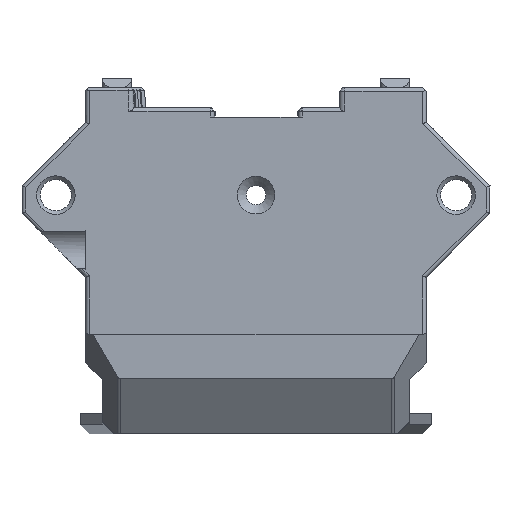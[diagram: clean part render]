
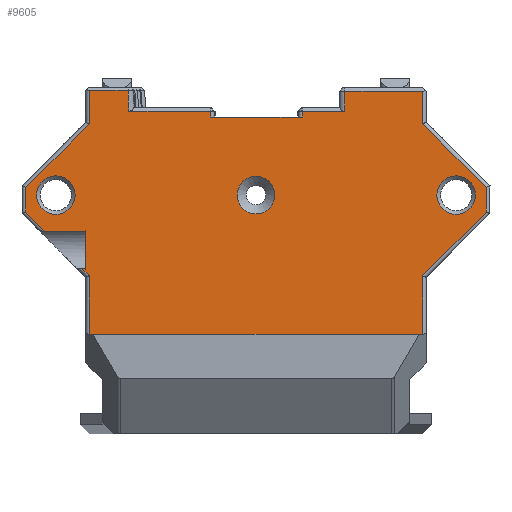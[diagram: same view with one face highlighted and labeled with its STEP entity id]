
A CAD part, front view. The second image highlights one B-rep face of the part: STEP entity #9605.
In plain terms, the highlighted planar face has unit normal (0, -1, 0).
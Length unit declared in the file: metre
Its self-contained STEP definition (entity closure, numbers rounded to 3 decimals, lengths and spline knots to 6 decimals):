
#349=LINE('',#13366,#1218);
#354=LINE('',#13383,#1223);
#506=LINE('',#13882,#1375);
#507=LINE('',#13886,#1376);
#508=LINE('',#13888,#1377);
#510=LINE('',#13893,#1379);
#531=LINE('',#14113,#1400);
#532=LINE('',#14115,#1401);
#533=LINE('',#14120,#1402);
#534=LINE('',#14129,#1403);
#536=LINE('',#14137,#1405);
#729=LINE('',#15318,#1598);
#732=LINE('',#15326,#1601);
#733=LINE('',#15332,#1602);
#734=LINE('',#15336,#1603);
#739=LINE('',#15349,#1608);
#752=LINE('',#15382,#1621);
#841=LINE('',#16099,#1710);
#963=LINE('',#16683,#1832);
#965=LINE('',#16687,#1834);
#967=LINE('',#16692,#1836);
#968=LINE('',#16697,#1837);
#970=LINE('',#16700,#1839);
#1218=VECTOR('',#10661,1.);
#1223=VECTOR('',#10674,1.);
#1375=VECTOR('',#11044,1.);
#1376=VECTOR('',#11047,1.);
#1377=VECTOR('',#11050,1.);
#1379=VECTOR('',#11056,1.);
#1400=VECTOR('',#11105,1.);
#1401=VECTOR('',#11108,1.);
#1402=VECTOR('',#11115,1.);
#1403=VECTOR('',#11132,1.);
#1405=VECTOR('',#11144,1.);
#1598=VECTOR('',#11773,1.);
#1601=VECTOR('',#11780,1.);
#1602=VECTOR('',#11787,1.);
#1603=VECTOR('',#11792,1.);
#1608=VECTOR('',#11809,1.);
#1621=VECTOR('',#11838,1.);
#1710=VECTOR('',#12151,1.);
#1832=VECTOR('',#12497,1.);
#1834=VECTOR('',#12501,1.);
#1836=VECTOR('',#12507,1.);
#1837=VECTOR('',#12512,1.);
#1839=VECTOR('',#12516,1.);
#2279=PLANE('',#10491);
#5206=ORIENTED_EDGE('',*,*,#6660,.T.);
#5207=ORIENTED_EDGE('',*,*,#5365,.F.);
#5208=ORIENTED_EDGE('',*,*,#5630,.F.);
#5209=ORIENTED_EDGE('',*,*,#5627,.F.);
#5210=ORIENTED_EDGE('',*,*,#5626,.F.);
#5211=ORIENTED_EDGE('',*,*,#5634,.F.);
#5212=ORIENTED_EDGE('',*,*,#5593,.T.);
#5213=ORIENTED_EDGE('',*,*,#5594,.T.);
#5214=ORIENTED_EDGE('',*,*,#5591,.T.);
#5215=ORIENTED_EDGE('',*,*,#5597,.F.);
#5216=ORIENTED_EDGE('',*,*,#5638,.F.);
#5217=ORIENTED_EDGE('',*,*,#5357,.F.);
#5218=ORIENTED_EDGE('',*,*,#6004,.F.);
#5219=ORIENTED_EDGE('',*,*,#5987,.F.);
#5220=ORIENTED_EDGE('',*,*,#5980,.F.);
#5221=ORIENTED_EDGE('',*,*,#5978,.F.);
#5222=ORIENTED_EDGE('',*,*,#5975,.F.);
#5223=ORIENTED_EDGE('',*,*,#5971,.F.);
#5224=ORIENTED_EDGE('',*,*,#6372,.F.);
#5225=ORIENTED_EDGE('',*,*,#6374,.F.);
#5226=ORIENTED_EDGE('',*,*,#6377,.F.);
#5227=ORIENTED_EDGE('',*,*,#6182,.F.);
#5228=ORIENTED_EDGE('',*,*,#6379,.F.);
#5229=ORIENTED_EDGE('',*,*,#6381,.F.);
#5230=ORIENTED_EDGE('',*,*,#6343,.F.);
#5231=ORIENTED_EDGE('',*,*,#6657,.F.);
#5232=ORIENTED_EDGE('',*,*,#6661,.F.);
#5357=EDGE_CURVE('',#6759,#6760,#349,.T.);
#5365=EDGE_CURVE('',#6766,#6767,#354,.T.);
#5591=EDGE_CURVE('',#6948,#6947,#506,.T.);
#5593=EDGE_CURVE('',#6945,#6949,#507,.T.);
#5594=EDGE_CURVE('',#6949,#6948,#508,.T.);
#5597=EDGE_CURVE('',#6950,#6947,#510,.T.);
#5626=EDGE_CURVE('',#6967,#6966,#531,.T.);
#5627=EDGE_CURVE('',#6966,#6968,#532,.T.);
#5630=EDGE_CURVE('',#6968,#6766,#533,.T.);
#5634=EDGE_CURVE('',#6945,#6967,#534,.T.);
#5638=EDGE_CURVE('',#6760,#6950,#536,.T.);
#5971=EDGE_CURVE('',#7184,#7185,#729,.T.);
#5975=EDGE_CURVE('',#7185,#7187,#732,.T.);
#5978=EDGE_CURVE('',#7187,#7188,#733,.T.);
#5980=EDGE_CURVE('',#7188,#7189,#734,.T.);
#5987=EDGE_CURVE('',#7189,#7192,#739,.T.);
#6004=EDGE_CURVE('',#7192,#6759,#752,.T.);
#6182=EDGE_CURVE('',#7315,#7316,#841,.T.);
#6343=EDGE_CURVE('',#6767,#7415,#7734,.T.);
#6372=EDGE_CURVE('',#7436,#7184,#963,.T.);
#6374=EDGE_CURVE('',#7437,#7436,#965,.T.);
#6377=EDGE_CURVE('',#7316,#7437,#967,.T.);
#6379=EDGE_CURVE('',#7439,#7315,#968,.T.);
#6381=EDGE_CURVE('',#7415,#7439,#970,.T.);
#6657=EDGE_CURVE('',#7570,#7570,#7796,.T.);
#6660=EDGE_CURVE('',#7573,#7573,#7799,.F.);
#6661=EDGE_CURVE('',#7574,#7574,#7800,.T.);
#6759=VERTEX_POINT('',#13367);
#6760=VERTEX_POINT('',#13368);
#6766=VERTEX_POINT('',#13382);
#6767=VERTEX_POINT('',#13384);
#6945=VERTEX_POINT('',#13873);
#6947=VERTEX_POINT('',#13881);
#6948=VERTEX_POINT('',#13883);
#6949=VERTEX_POINT('',#13885);
#6950=VERTEX_POINT('',#13892);
#6966=VERTEX_POINT('',#14110);
#6967=VERTEX_POINT('',#14112);
#6968=VERTEX_POINT('',#14116);
#7184=VERTEX_POINT('',#15319);
#7185=VERTEX_POINT('',#15320);
#7187=VERTEX_POINT('',#15327);
#7188=VERTEX_POINT('',#15331);
#7189=VERTEX_POINT('',#15335);
#7192=VERTEX_POINT('',#15350);
#7315=VERTEX_POINT('',#16098);
#7316=VERTEX_POINT('',#16100);
#7415=VERTEX_POINT('',#16600);
#7436=VERTEX_POINT('',#16682);
#7437=VERTEX_POINT('',#16686);
#7439=VERTEX_POINT('',#16695);
#7570=VERTEX_POINT('',#18269);
#7573=VERTEX_POINT('',#18277);
#7574=VERTEX_POINT('',#18279);
#7734=CIRCLE('',#10259,0.035938);
#7796=CIRCLE('',#10487,0.0021);
#7799=CIRCLE('',#10492,0.002045);
#7800=CIRCLE('',#10493,0.0021);
#8348=EDGE_LOOP('',(#5206));
#8349=EDGE_LOOP('',(#5207,#5208,#5209,#5210,#5211,#5212,#5213,#5214,#5215,
#5216,#5217,#5218,#5219,#5220,#5221,#5222,#5223,#5224,#5225,#5226,#5227,
#5228,#5229,#5230));
#8350=EDGE_LOOP('',(#5231));
#8351=EDGE_LOOP('',(#5232));
#8912=FACE_BOUND('',#8348,.T.);
#8913=FACE_BOUND('',#8349,.T.);
#8914=FACE_BOUND('',#8350,.T.);
#8915=FACE_BOUND('',#8351,.T.);
#9605=ADVANCED_FACE('',(#8912,#8913,#8914,#8915),#2279,.T.);
#10259=AXIS2_PLACEMENT_3D('',#16599,#12453,#12454);
#10487=AXIS2_PLACEMENT_3D('',#18268,#13097,#13098);
#10491=AXIS2_PLACEMENT_3D('',#18275,#13105,#13106);
#10492=AXIS2_PLACEMENT_3D('',#18276,#13107,#13108);
#10493=AXIS2_PLACEMENT_3D('',#18278,#13109,#13110);
#10661=DIRECTION('',(-1.,0.,0.));
#10674=DIRECTION('',(1.,0.,0.));
#11044=DIRECTION('',(-1.,0.,0.));
#11047=DIRECTION('',(1.,0.,0.));
#11050=DIRECTION('',(0.,0.,-1.));
#11056=DIRECTION('',(-0.707,0.,0.707));
#11105=DIRECTION('',(0.,0.,1.));
#11108=DIRECTION('',(0.707,0.,0.707));
#11115=DIRECTION('',(0.,0.,1.));
#11132=DIRECTION('',(-0.707,0.,0.707));
#11144=DIRECTION('',(0.,0.,1.));
#11773=DIRECTION('',(1.,0.,0.));
#11780=DIRECTION('',(0.,0.,-1.));
#11787=DIRECTION('',(0.707,0.,-0.707));
#11792=DIRECTION('',(0.,0.,-1.));
#11809=DIRECTION('',(-0.707,0.,-0.707));
#11838=DIRECTION('',(0.,0.,-1.));
#12151=DIRECTION('',(1.,0.,0.));
#12453=DIRECTION('',(0.,-1.,0.));
#12454=DIRECTION('',(1.,0.,0.));
#12497=DIRECTION('',(0.,0.,1.));
#12501=DIRECTION('',(1.,0.,0.));
#12507=DIRECTION('',(0.,0.,1.));
#12512=DIRECTION('',(0.,0.,-1.));
#12516=DIRECTION('',(1.,0.,0.));
#13097=DIRECTION('',(0.,-1.,0.));
#13098=DIRECTION('',(1.,0.,0.));
#13105=DIRECTION('',(0.,-1.,0.));
#13106=DIRECTION('',(-1.,0.,0.));
#13107=DIRECTION('',(0.,-1.,0.));
#13108=DIRECTION('',(0.,0.,-1.));
#13109=DIRECTION('',(0.,-1.,0.));
#13110=DIRECTION('',(1.,0.,0.));
#13366=CARTESIAN_POINT('',(-0.469984,0.064965,0.0108));
#13367=CARTESIAN_POINT('',(-0.451884,0.064965,0.0108));
#13368=CARTESIAN_POINT('',(-0.488084,0.064965,0.0108));
#13382=CARTESIAN_POINT('',(-0.488084,0.064965,0.0373));
#13383=CARTESIAN_POINT('',(-0.45794,0.064965,0.0373));
#13384=CARTESIAN_POINT('',(-0.483861,0.064965,0.0373));
#13873=CARTESIAN_POINT('',(-0.49292,0.064965,0.022004));
#13881=CARTESIAN_POINT('',(-0.488923,0.064965,0.018008));
#13882=CARTESIAN_POINT('',(-0.488484,0.064965,0.018008));
#13883=CARTESIAN_POINT('',(-0.488484,0.064965,0.018008));
#13885=CARTESIAN_POINT('',(-0.488484,0.064965,0.022004));
#13886=CARTESIAN_POINT('',(-0.488484,0.064965,0.022004));
#13888=CARTESIAN_POINT('',(-0.488484,0.064965,0.0032));
#13892=CARTESIAN_POINT('',(-0.488084,0.064965,0.017169));
#13893=CARTESIAN_POINT('',(-0.47796,0.064965,0.007045));
#14110=CARTESIAN_POINT('',(-0.495004,0.064965,0.026758));
#14112=CARTESIAN_POINT('',(-0.495004,0.064965,0.024089));
#14113=CARTESIAN_POINT('',(-0.495004,0.064965,0.020415));
#14115=CARTESIAN_POINT('',(-0.490822,0.064965,0.03094));
#14116=CARTESIAN_POINT('',(-0.488084,0.064965,0.033678));
#14120=CARTESIAN_POINT('',(-0.488084,0.064965,0.0032));
#14129=CARTESIAN_POINT('',(-0.47796,0.064965,0.007045));
#14137=CARTESIAN_POINT('',(-0.488084,0.064965,0.0032));
#15318=CARTESIAN_POINT('',(-0.45794,0.064965,0.0372));
#15319=CARTESIAN_POINT('',(-0.460335,0.064965,0.0372));
#15320=CARTESIAN_POINT('',(-0.451884,0.064965,0.0372));
#15326=CARTESIAN_POINT('',(-0.451884,0.064965,0.0027));
#15327=CARTESIAN_POINT('',(-0.451884,0.064965,0.033678));
#15331=CARTESIAN_POINT('',(-0.444964,0.064965,0.026758));
#15332=CARTESIAN_POINT('',(-0.442396,0.064965,0.02419));
#15335=CARTESIAN_POINT('',(-0.444964,0.064965,0.024089));
#15336=CARTESIAN_POINT('',(-0.444964,0.064965,0.020415));
#15349=CARTESIAN_POINT('',(-0.455257,0.064965,0.013795));
#15350=CARTESIAN_POINT('',(-0.451884,0.064965,0.017169));
#15382=CARTESIAN_POINT('',(-0.451884,0.064965,0.0027));
#16098=CARTESIAN_POINT('',(-0.474913,0.064965,0.0344));
#16099=CARTESIAN_POINT('',(-0.472906,0.064965,0.0344));
#16100=CARTESIAN_POINT('',(-0.464975,0.064965,0.0344));
#16599=CARTESIAN_POINT('',(-0.447926,0.064965,0.037165));
#16600=CARTESIAN_POINT('',(-0.4838,0.064965,0.03503));
#16682=CARTESIAN_POINT('',(-0.460335,0.064965,0.03503));
#16683=CARTESIAN_POINT('',(-0.460335,0.064965,0.019859));
#16686=CARTESIAN_POINT('',(-0.464975,0.064965,0.03503));
#16687=CARTESIAN_POINT('',(-0.463484,0.064965,0.03503));
#16692=CARTESIAN_POINT('',(-0.464975,0.064965,0.020415));
#16695=CARTESIAN_POINT('',(-0.474913,0.064965,0.03503));
#16697=CARTESIAN_POINT('',(-0.474913,0.064965,0.020415));
#16700=CARTESIAN_POINT('',(-0.463484,0.064965,0.03503));
#18268=CARTESIAN_POINT('',(-0.491734,0.064965,0.025923));
#18269=CARTESIAN_POINT('',(-0.489634,0.064965,0.025923));
#18275=CARTESIAN_POINT('',(-0.456484,0.064965,0.0032));
#18276=CARTESIAN_POINT('',(-0.469984,0.064965,0.025923));
#18277=CARTESIAN_POINT('',(-0.469984,0.064965,0.023878));
#18278=CARTESIAN_POINT('',(-0.448234,0.064965,0.025923));
#18279=CARTESIAN_POINT('',(-0.446134,0.064965,0.025923));
